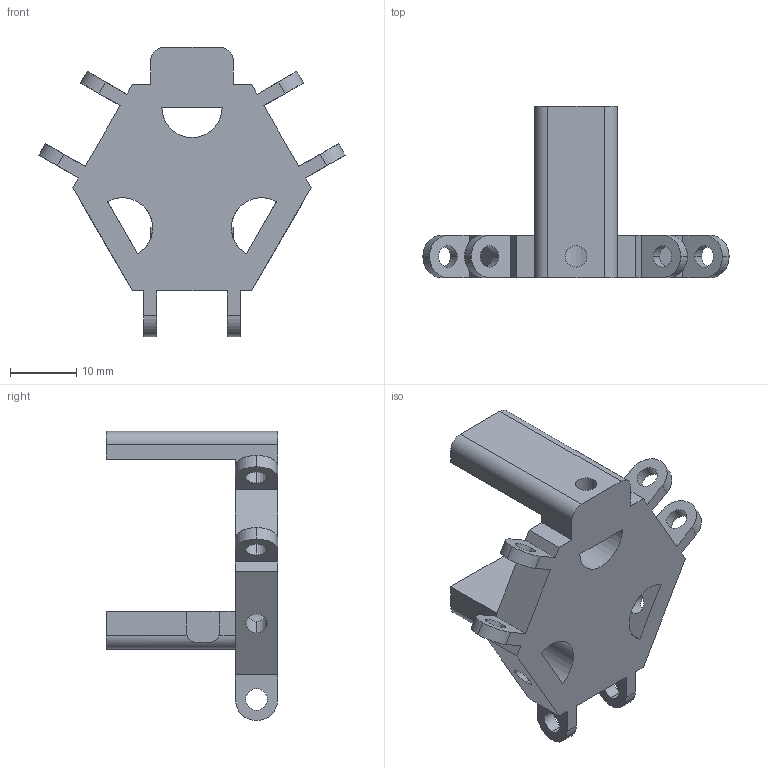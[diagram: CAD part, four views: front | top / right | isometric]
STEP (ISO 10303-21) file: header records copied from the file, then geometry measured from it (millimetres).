
FILE_DESCRIPTION (( 'STEP AP214' ), '1' );
FILE_NAME ('basedef.STEP', '2019-09-06T08:37:00', ( '' ), ( '' ), 'SwSTEP 2.0', 'SolidWorks 2019', '' );
FILE_SCHEMA (( 'AUTOMOTIVE_DESIGN' ));
Length unit declared in the file: millimetre
Products named in the file (1): basedef
Bounding box: 46.25 x 25.9 x 43.68 mm (x, y, z)
Volume: 7356.2 mm3; surface area: 5060.8 mm2
Topology: 1 solids, 1 shells, 101 faces, 299 edges, 198 vertices
Faces by surface type: plane 52, cylinder 49
Entity records: 3525 total; most frequent: CARTESIAN_POINT 637, DIRECTION 603, ORIENTED_EDGE 598, EDGE_CURVE 299, AXIS2_PLACEMENT_3D 206, VERTEX_POINT 198, LINE 191, VECTOR 191
